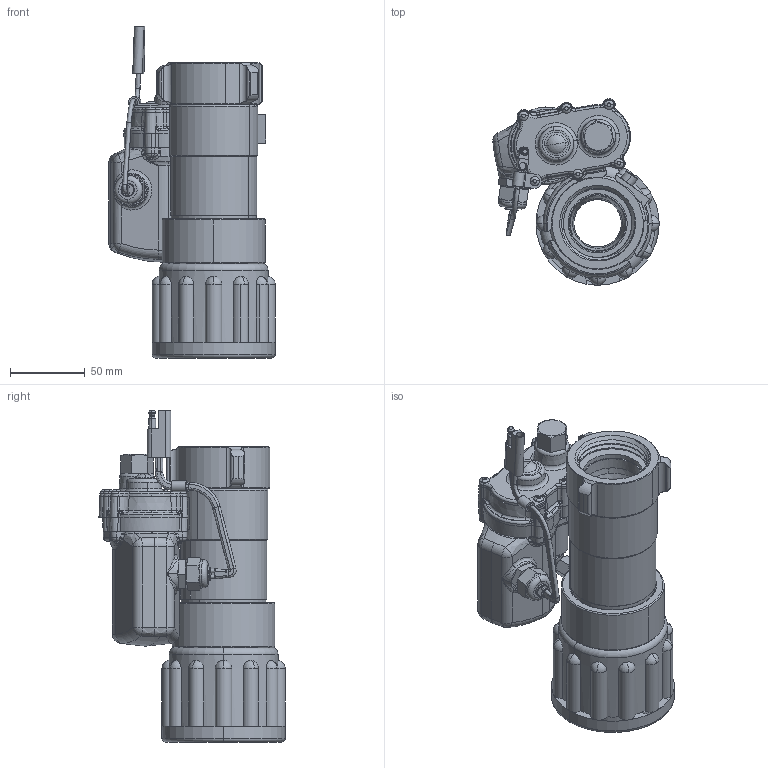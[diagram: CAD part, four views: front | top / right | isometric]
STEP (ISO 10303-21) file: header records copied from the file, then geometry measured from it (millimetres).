
FILE_DESCRIPTION (( 'STEP AP214' ), '1' );
FILE_NAME ('SM-10FE.STEP', '2011-09-01T15:20:45', ( ' ' ), ( '' ), 'SwSTEP 2.0', 'SolidWorks 2011', '' );
FILE_SCHEMA (( 'AUTOMOTIVE_DESIGN' ));
Length unit declared in the file: inch
Products named in the file (30): Release.Assembly-AssemblySM-10FE ELEC ACT NZL 1.5 24VSM-10FE (24V)30NULL; Release.Details 80000 - 84999-Details 80000 - 84999ELECTRIC NOZZLE ACTUATOR ASS''Y81197001_Details 80000 - 8499950NULL; Release-Details 20000 - 24999CLAMP - CABLE (0.187 DIA.)2357200020NULL; Hardware.Screws-Machine ScrewsScrew-Mach (4-40 x 0.375-lg) Soc Hd Cap SS63780000_Machine ScrewsA10NULL; Hardware.Screws-Set ScrewsScrew-Set (8-32 x 0.250-lg) Soc Hd Cone Pnt SS63693000_Set Screws10NULL; Release-Details 45000 - 49999NUT-OVERIDE47379001_Details 45000 - 4999910NULL; Release.Details 65000 - 69999-Details 65000 - 69999SCREW-SET (#10-32 X 0.125-LG) SS65201000_Details 65000 - 6999910NULL; Release-Details 55000 - 59999PUSH ROD5908200120NULL; Release-Details 35000 - 39999MOTOR HARNESS WFITTING36796000_Details 35000 - 3999930NULL; Release.Details 60000 - 64999-Details 60000 - 64999Screw-Cap (#6-32 x 0.375-lg) Soc Hd SS6407300010NULL; Release.Details 60000 - 64999-Details 60000 - 64999#6-32 X 1.250-LG (BUTTON HD) SS64080000_Details 60000 - 6499910NULL; Release-Details 20000 - 24999CAP-GEARCASE2023200120NULL; Release.Details 65000 - 69999-Details 65000 - 69999TUBE - PUSHROD6711600110NULL; Release.Details 60000 - 64999-Details 60000 - 64999SCREW-CAP (#6-32 X 0.375) SS6406500010NULL; Release-Details 20000 - 24999COVER - MOTOR2353400110NULL; Release-Details 20000 - 24999GEAR CASE23583001_OS30NULL; Release-Details 15000 - 19999BRACKET - MOUNTING1781600110NULL; Release-Details 40000 - 44999LABEL - IDENTIFICATION SM-10FE44361000_10NULL; Users.Ray-Stuff250-20X0.500 SOC CAP  SCR SSREPLACE W-61040000 FROM REL LIB30NULL; Hardware.Screws-Set ScrewsScrew-Set (0.375-24 x 0.156-lg) Slot Hd Black Nylon6367400020NULL; Hardware.Bearings-Ball BearingsBALL -.187 DIA SS1501800020NULL; Release.Details 60000 - 64999-Details 60000 - 64999SCREW - CAP (SS) 10-32 X .250 TRUSS HD6107800020NULL; Release-Details 15000 - 19999BRACKET - PUSH ROD1781200120NULL; Hardware.Gaskets-Rubber GasketsGasket-Rubber (1.5 NHT)3307400020NULL; Products.Swivels-1.51.5 NH Swivel-BG 3-RL (Aluminum)6306800140NULL; Release-Details 30000 - 34999Grip-Bumper (SM-3F) Yellow3365300020NULL; Release.Details 65000 - 69999-Details 65000 - 69999TIP - NOZZLE6638600140NULL; Release-Details 15000 - 19999BODY (TIP) NOZZLE1714800120NULL; Release-Details 15000 - 19999BODY (BASE) NOZZLE1715900140NULL; SM-10FE
Assembly tree (37 placements, depth 4):
  SM-10FE
    Release.Assembly-AssemblySM-10FE ELEC ACT NZL 1.5 24VSM-10FE (24V)30NULL
      Release-Details 30000 - 34999Grip-Bumper (SM-3F) Yellow3365300020NULL
      Products.Swivels-1.51.5 NH Swivel-BG 3-RL (Aluminum)6306800140NULL
      Hardware.Gaskets-Rubber GasketsGasket-Rubber (1.5 NHT)3307400020NULL
      Release-Details 15000 - 19999BODY (BASE) NOZZLE1715900140NULL
      Release-Details 15000 - 19999BRACKET - PUSH ROD1781200120NULL
      Release.Details 60000 - 64999-Details 60000 - 64999SCREW - CAP (SS) 10-32 X .250 TRUSS HD6107800020NULL
      Hardware.Bearings-Ball BearingsBALL -.187 DIA SS1501800020NULL
      Hardware.Screws-Set ScrewsScrew-Set (0.375-24 x 0.156-lg) Slot Hd Black Nylon6367400020NULL
      Users.Ray-Stuff250-20X0.500 SOC CAP  SCR SSREPLACE W-61040000 FROM REL LIB30NULL
      Release-Details 40000 - 44999LABEL - IDENTIFICATION SM-10FE44361000_10NULL
      Release-Details 15000 - 19999BODY (TIP) NOZZLE1714800120NULL
      Release.Details 65000 - 69999-Details 65000 - 69999TIP - NOZZLE6638600140NULL
      Release.Details 80000 - 84999-Details 80000 - 84999ELECTRIC NOZZLE ACTUATOR ASS''Y81197001_Details 80000 - 8499950NULL
        Release-Details 15000 - 19999BRACKET - MOUNTING1781600110NULL
        Release-Details 20000 - 24999GEAR CASE23583001_OS30NULL
        Release-Details 20000 - 24999COVER - MOTOR2353400110NULL
        Release.Details 60000 - 64999-Details 60000 - 64999SCREW-CAP (#6-32 X 0.375) SS6406500010NULL  x2
        Release.Details 65000 - 69999-Details 65000 - 69999TUBE - PUSHROD6711600110NULL
        Release-Details 20000 - 24999CAP-GEARCASE2023200120NULL
        Release.Details 60000 - 64999-Details 60000 - 64999#6-32 X 1.250-LG (BUTTON HD) SS64080000_Details 60000 - 6499910NULL  x4
        Release.Details 60000 - 64999-Details 60000 - 64999Screw-Cap (#6-32 x 0.375-lg) Soc Hd SS6407300010NULL  x2
        Release-Details 35000 - 39999MOTOR HARNESS WFITTING36796000_Details 35000 - 3999930NULL
        Release-Details 55000 - 59999PUSH ROD5908200120NULL
        Release.Details 65000 - 69999-Details 65000 - 69999SCREW-SET (#10-32 X 0.125-LG) SS65201000_Details 65000 - 6999910NULL  x2
        Release-Details 45000 - 49999NUT-OVERIDE47379001_Details 45000 - 4999910NULL
        Hardware.Screws-Set ScrewsScrew-Set (8-32 x 0.250-lg) Soc Hd Cone Pnt SS63693000_Set Screws10NULL
        Hardware.Screws-Machine ScrewsScrew-Mach (4-40 x 0.375-lg) Soc Hd Cap SS63780000_Machine ScrewsA10NULL  x3
        Release-Details 20000 - 24999CLAMP - CABLE (0.187 DIA.)2357200020NULL
Bounding box: 111.55 x 124.86 x 222.57 mm (x, y, z)
Volume: 504168.8 mm3; surface area: 251832.4 mm2
Topology: 35 solids, 35 shells, 1429 faces, 3406 edges, 2103 vertices
Faces by surface type: cylinder 416, plane 396, cone 236, bspline 181, torus 150, sphere 50
Entity records: 68333 total; most frequent: CARTESIAN_POINT 21328, ORIENTED_EDGE 6134, DIRECTION 5970, EDGE_CURVE 3067, AXIS2_PLACEMENT_3D 2493, VERTEX_POINT 1902, EDGE_LOOP 1429, LENGTH_MEASURE_WITH_UNIT 1366
